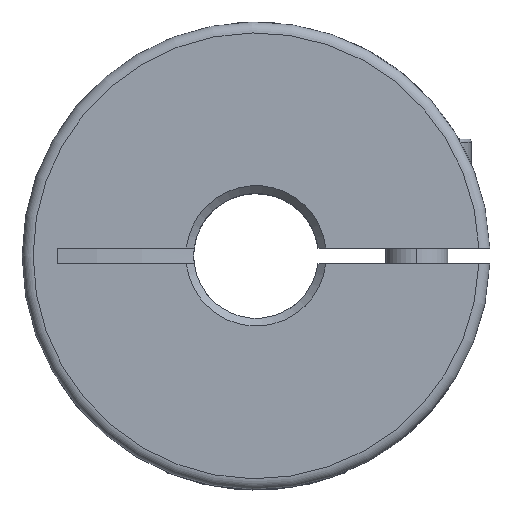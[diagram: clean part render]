
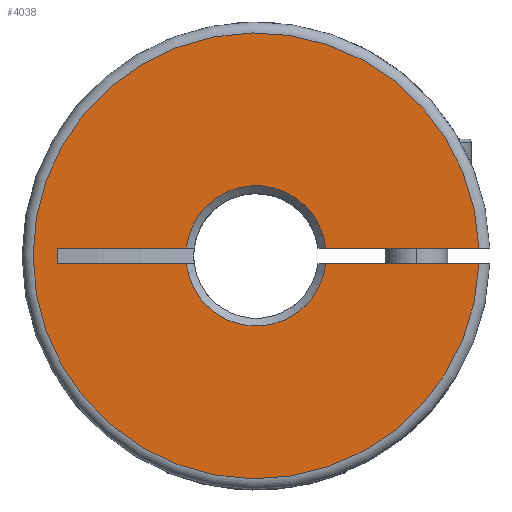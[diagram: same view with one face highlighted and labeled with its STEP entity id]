
A CAD part, top view. The second image highlights one B-rep face of the part: STEP entity #4038.
In plain terms, the highlighted planar face has unit normal (0, 0, 1).
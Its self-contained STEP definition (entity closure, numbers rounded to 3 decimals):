
#5 = DIRECTION ( 'NONE',  ( 0., 0., -1. ) ) ;
#59 = EDGE_CURVE ( 'NONE', #3521, #3339, #418, .T. ) ;
#124 = EDGE_CURVE ( 'NONE', #3927, #3521, #3171, .T. ) ;
#143 = DIRECTION ( 'NONE',  ( -1., 0., 0. ) ) ;
#328 = EDGE_CURVE ( 'NONE', #1322, #3961, #1163, .T. ) ;
#338 = DIRECTION ( 'NONE',  ( 1., 0., 0. ) ) ;
#418 = CIRCLE ( 'NONE', #2375, 4.5 ) ;
#661 = CIRCLE ( 'NONE', #3276, 4.5 ) ;
#726 = PLANE ( 'NONE',  #1677 ) ;
#790 = ORIENTED_EDGE ( 'NONE', *, *, #3500, .T. ) ;
#796 = VECTOR ( 'NONE', #2452, 1000. ) ;
#802 = VECTOR ( 'NONE', #2258, 1000. ) ;
#817 = EDGE_CURVE ( 'NONE', #3339, #3961, #4162, .T. ) ;
#880 = EDGE_CURVE ( 'NONE', #3299, #1322, #3918, .T. ) ;
#993 = CARTESIAN_POINT ( 'NONE',  ( 4.472, -0.5, 11.25 ) ) ;
#1003 = LINE ( 'NONE', #4565, #2782 ) ;
#1058 = VERTEX_POINT ( 'NONE', #1858 ) ;
#1163 = LINE ( 'NONE', #3335, #802 ) ;
#1283 = CARTESIAN_POINT ( 'NONE',  ( -4.472, 0.5, 11.25 ) ) ;
#1320 = CARTESIAN_POINT ( 'NONE',  ( 0., 0., 11.25 ) ) ;
#1322 = VERTEX_POINT ( 'NONE', #2086 ) ;
#1383 = DIRECTION ( 'NONE',  ( 0., 0., 1. ) ) ;
#1398 = ORIENTED_EDGE ( 'NONE', *, *, #2268, .T. ) ;
#1456 = DIRECTION ( 'NONE',  ( 0., 0., 1. ) ) ;
#1478 = DIRECTION ( 'NONE',  ( 1., 0., 0. ) ) ;
#1617 = CARTESIAN_POINT ( 'NONE',  ( 0., 0., 11.25 ) ) ;
#1677 = AXIS2_PLACEMENT_3D ( 'NONE', #2851, #1456, #1478 ) ;
#1693 = VERTEX_POINT ( 'NONE', #1799 ) ;
#1694 = DIRECTION ( 'NONE',  ( -1., 0., 0. ) ) ;
#1707 = VECTOR ( 'NONE', #1694, 1000. ) ;
#1745 = ORIENTED_EDGE ( 'NONE', *, *, #880, .F. ) ;
#1761 = CARTESIAN_POINT ( 'NONE',  ( 0., 0.5, 11.25 ) ) ;
#1799 = CARTESIAN_POINT ( 'NONE',  ( 4.472, 0.5, 11.25 ) ) ;
#1858 = CARTESIAN_POINT ( 'NONE',  ( 14.291, 0.5, 11.25 ) ) ;
#2038 = ORIENTED_EDGE ( 'NONE', *, *, #59, .T. ) ;
#2086 = CARTESIAN_POINT ( 'NONE',  ( -12.717, 0.5, 11.25 ) ) ;
#2258 = DIRECTION ( 'NONE',  ( 0., -1., 0. ) ) ;
#2268 = EDGE_CURVE ( 'NONE', #3299, #1693, #661, .T. ) ;
#2375 = AXIS2_PLACEMENT_3D ( 'NONE', #3191, #5, #338 ) ;
#2452 = DIRECTION ( 'NONE',  ( -1., 0., 0. ) ) ;
#2564 = CIRCLE ( 'NONE', #3008, 14.3 ) ;
#2666 = DIRECTION ( 'NONE',  ( 1., 0., 0. ) ) ;
#2782 = VECTOR ( 'NONE', #2814, 1000. ) ;
#2814 = DIRECTION ( 'NONE',  ( -1., 0., 0. ) ) ;
#2851 = CARTESIAN_POINT ( 'NONE',  ( 0., 0., 11.25 ) ) ;
#2944 = ORIENTED_EDGE ( 'NONE', *, *, #3694, .F. ) ;
#3008 = AXIS2_PLACEMENT_3D ( 'NONE', #1320, #1383, #3831 ) ;
#3084 = DIRECTION ( 'NONE',  ( 0., 0., -1. ) ) ;
#3171 = LINE ( 'NONE', #3535, #796 ) ;
#3178 = ORIENTED_EDGE ( 'NONE', *, *, #817, .T. ) ;
#3191 = CARTESIAN_POINT ( 'NONE',  ( 0., 0., 11.25 ) ) ;
#3247 = EDGE_LOOP ( 'NONE', ( #790, #4159, #2038, #3178, #4457, #1745, #1398, #2944 ) ) ;
#3276 = AXIS2_PLACEMENT_3D ( 'NONE', #1617, #3084, #2666 ) ;
#3299 = VERTEX_POINT ( 'NONE', #1283 ) ;
#3335 = CARTESIAN_POINT ( 'NONE',  ( -12.717, -0.5, 11.25 ) ) ;
#3339 = VERTEX_POINT ( 'NONE', #3746 ) ;
#3500 = EDGE_CURVE ( 'NONE', #1058, #3927, #2564, .T. ) ;
#3521 = VERTEX_POINT ( 'NONE', #993 ) ;
#3528 = CARTESIAN_POINT ( 'NONE',  ( -12.717, -0.5, 11.25 ) ) ;
#3535 = CARTESIAN_POINT ( 'NONE',  ( 0., -0.5, 11.25 ) ) ;
#3694 = EDGE_CURVE ( 'NONE', #1058, #1693, #1003, .T. ) ;
#3705 = VECTOR ( 'NONE', #143, 1000. ) ;
#3746 = CARTESIAN_POINT ( 'NONE',  ( -4.472, -0.5, 11.25 ) ) ;
#3787 = CARTESIAN_POINT ( 'NONE',  ( 14.291, -0.5, 11.25 ) ) ;
#3831 = DIRECTION ( 'NONE',  ( 1., 0., 0. ) ) ;
#3918 = LINE ( 'NONE', #1761, #1707 ) ;
#3927 = VERTEX_POINT ( 'NONE', #3787 ) ;
#3961 = VERTEX_POINT ( 'NONE', #3528 ) ;
#4038 = ADVANCED_FACE ( 'NONE', ( #4628 ), #726, .T. ) ;
#4159 = ORIENTED_EDGE ( 'NONE', *, *, #124, .T. ) ;
#4162 = LINE ( 'NONE', #4470, #3705 ) ;
#4457 = ORIENTED_EDGE ( 'NONE', *, *, #328, .F. ) ;
#4470 = CARTESIAN_POINT ( 'NONE',  ( 0., -0.5, 11.25 ) ) ;
#4565 = CARTESIAN_POINT ( 'NONE',  ( 0., 0.5, 11.25 ) ) ;
#4628 = FACE_OUTER_BOUND ( 'NONE', #3247, .T. ) ;
